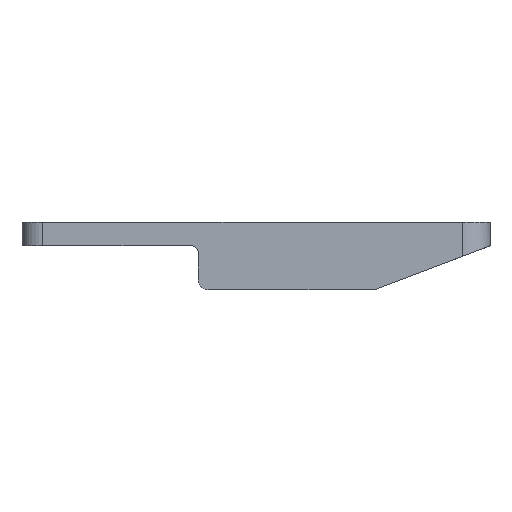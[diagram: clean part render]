
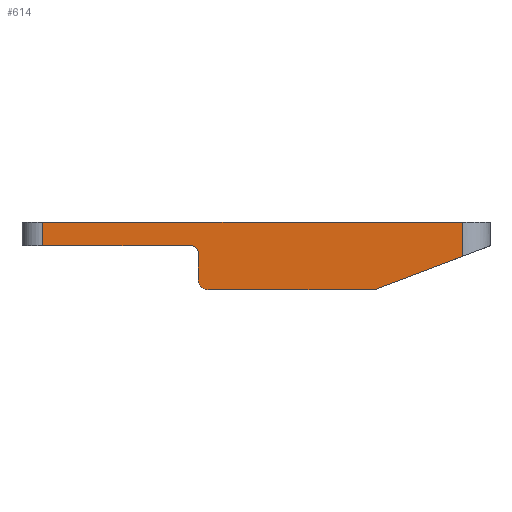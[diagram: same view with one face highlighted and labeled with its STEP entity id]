
A CAD part, left-side view. The second image highlights one B-rep face of the part: STEP entity #614.
In plain terms, the highlighted planar face has unit normal (-1, 0, 0).
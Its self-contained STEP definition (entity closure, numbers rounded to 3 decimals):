
#55 = VERTEX_POINT ( 'NONE', #886 ) ;
#66 = LINE ( 'NONE', #2033, #2089 ) ;
#70 = CARTESIAN_POINT ( 'NONE',  ( -80., -8.6, -12.7 ) ) ;
#100 = VERTEX_POINT ( 'NONE', #1608 ) ;
#146 = EDGE_CURVE ( 'NONE', #235, #100, #1951, .T. ) ;
#182 = ORIENTED_EDGE ( 'NONE', *, *, #1140, .T. ) ;
#183 = VECTOR ( 'NONE', #1925, 1000. ) ;
#210 = VECTOR ( 'NONE', #364, 1000. ) ;
#235 = VERTEX_POINT ( 'NONE', #814 ) ;
#250 = EDGE_CURVE ( 'NONE', #400, #1028, #2210, .T. ) ;
#258 = CARTESIAN_POINT ( 'NONE',  ( -80., 39.152, -9.652 ) ) ;
#265 = VERTEX_POINT ( 'NONE', #70 ) ;
#271 = EDGE_CURVE ( 'NONE', #55, #235, #66, .T. ) ;
#278 = EDGE_CURVE ( 'NONE', #265, #1299, #1205, .T. ) ;
#364 = DIRECTION ( 'NONE',  ( 0., -1., 0. ) ) ;
#375 = CARTESIAN_POINT ( 'NONE',  ( -80., 44.2, -2. ) ) ;
#400 = VERTEX_POINT ( 'NONE', #1741 ) ;
#468 = DIRECTION ( 'NONE',  ( 0., 1., 0. ) ) ;
#477 = DIRECTION ( 'NONE',  ( 0., -1., 0. ) ) ;
#531 = VECTOR ( 'NONE', #1889, 1000. ) ;
#589 = DIRECTION ( 'NONE',  ( 0., 1., 0. ) ) ;
#614 = ADVANCED_FACE ( 'NONE', ( #1080 ), #1677, .F. ) ;
#711 = CARTESIAN_POINT ( 'NONE',  ( -80., 93., 6.8 ) ) ;
#716 = LINE ( 'NONE', #2496, #183 ) ;
#763 = CARTESIAN_POINT ( 'NONE',  ( -80., -34., 6.8 ) ) ;
#809 = DIRECTION ( 'NONE',  ( 0., -1., 0. ) ) ;
#814 = CARTESIAN_POINT ( 'NONE',  ( -80., 44.2, 0. ) ) ;
#886 = CARTESIAN_POINT ( 'NONE',  ( -80., 87., 0. ) ) ;
#924 = DIRECTION ( 'NONE',  ( 0., 1., 0. ) ) ;
#931 = CARTESIAN_POINT ( 'NONE',  ( -80., 87., 6.8 ) ) ;
#954 = VECTOR ( 'NONE', #809, 1000. ) ;
#1028 = VERTEX_POINT ( 'NONE', #1290 ) ;
#1080 = FACE_OUTER_BOUND ( 'NONE', #1212, .T. ) ;
#1139 = ORIENTED_EDGE ( 'NONE', *, *, #278, .T. ) ;
#1140 = EDGE_CURVE ( 'NONE', #1419, #55, #2000, .T. ) ;
#1163 = AXIS2_PLACEMENT_3D ( 'NONE', #258, #1640, #468 ) ;
#1205 = LINE ( 'NONE', #1847, #1639 ) ;
#1212 = EDGE_LOOP ( 'NONE', ( #1393, #182, #2469, #2197, #1630, #2347, #1567, #1139, #1858 ) ) ;
#1290 = CARTESIAN_POINT ( 'NONE',  ( -80., 39.152, -12.7 ) ) ;
#1299 = VERTEX_POINT ( 'NONE', #2314 ) ;
#1322 = CARTESIAN_POINT ( 'NONE',  ( -80., 87., 6.8 ) ) ;
#1393 = ORIENTED_EDGE ( 'NONE', *, *, #2380, .F. ) ;
#1419 = VERTEX_POINT ( 'NONE', #931 ) ;
#1488 = EDGE_CURVE ( 'NONE', #100, #400, #716, .T. ) ;
#1567 = ORIENTED_EDGE ( 'NONE', *, *, #1722, .T. ) ;
#1600 = VERTEX_POINT ( 'NONE', #763 ) ;
#1608 = CARTESIAN_POINT ( 'NONE',  ( -80., 42.2, -2. ) ) ;
#1630 = ORIENTED_EDGE ( 'NONE', *, *, #1488, .T. ) ;
#1639 = VECTOR ( 'NONE', #2039, 1000. ) ;
#1640 = DIRECTION ( 'NONE',  ( -1., 0., 0. ) ) ;
#1677 = PLANE ( 'NONE',  #2262 ) ;
#1702 = EDGE_CURVE ( 'NONE', #1299, #1600, #1787, .T. ) ;
#1722 = EDGE_CURVE ( 'NONE', #1028, #265, #2418, .T. ) ;
#1741 = CARTESIAN_POINT ( 'NONE',  ( -80., 42.2, -9.652 ) ) ;
#1751 = DIRECTION ( 'NONE',  ( 1., 0., 0. ) ) ;
#1787 = LINE ( 'NONE', #1927, #1842 ) ;
#1842 = VECTOR ( 'NONE', #2510, 1000. ) ;
#1847 = CARTESIAN_POINT ( 'NONE',  ( -80., -8.6, -12.7 ) ) ;
#1849 = AXIS2_PLACEMENT_3D ( 'NONE', #375, #1751, #589 ) ;
#1858 = ORIENTED_EDGE ( 'NONE', *, *, #1702, .T. ) ;
#1889 = DIRECTION ( 'NONE',  ( 0., 0., -1. ) ) ;
#1925 = DIRECTION ( 'NONE',  ( 0., 0., -1. ) ) ;
#1927 = CARTESIAN_POINT ( 'NONE',  ( -80., -34., 6.8 ) ) ;
#1951 = CIRCLE ( 'NONE', #1849, 2. ) ;
#1968 = CARTESIAN_POINT ( 'NONE',  ( -80., 93., 6.8 ) ) ;
#2000 = LINE ( 'NONE', #1322, #531 ) ;
#2033 = CARTESIAN_POINT ( 'NONE',  ( -80., 93., 0. ) ) ;
#2039 = DIRECTION ( 'NONE',  ( 0., -0.935, 0.355 ) ) ;
#2065 = DIRECTION ( 'NONE',  ( 1., 0., 0. ) ) ;
#2089 = VECTOR ( 'NONE', #477, 1000. ) ;
#2123 = CARTESIAN_POINT ( 'NONE',  ( -80., 42.2, -12.7 ) ) ;
#2197 = ORIENTED_EDGE ( 'NONE', *, *, #146, .T. ) ;
#2210 = CIRCLE ( 'NONE', #1163, 3.048 ) ;
#2262 = AXIS2_PLACEMENT_3D ( 'NONE', #711, #2065, #924 ) ;
#2314 = CARTESIAN_POINT ( 'NONE',  ( -80., -34., -3.042 ) ) ;
#2347 = ORIENTED_EDGE ( 'NONE', *, *, #250, .T. ) ;
#2380 = EDGE_CURVE ( 'NONE', #1419, #1600, #2424, .T. ) ;
#2418 = LINE ( 'NONE', #2123, #210 ) ;
#2424 = LINE ( 'NONE', #1968, #954 ) ;
#2469 = ORIENTED_EDGE ( 'NONE', *, *, #271, .T. ) ;
#2496 = CARTESIAN_POINT ( 'NONE',  ( -80., 42.2, 0. ) ) ;
#2510 = DIRECTION ( 'NONE',  ( 0., 0., 1. ) ) ;
